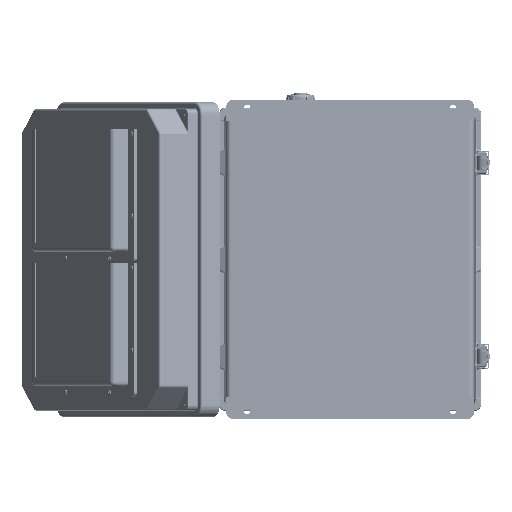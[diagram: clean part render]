
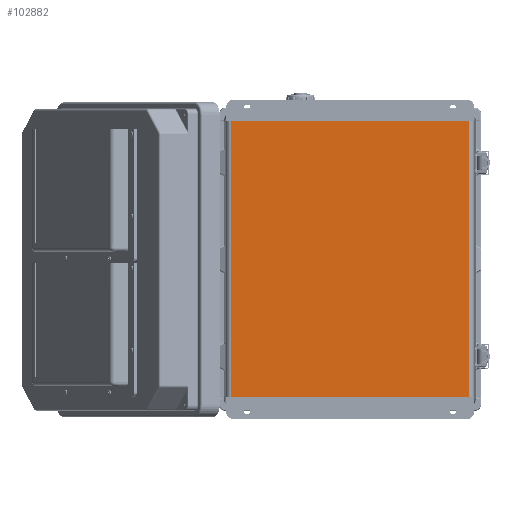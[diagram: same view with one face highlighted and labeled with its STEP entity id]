
A CAD part, front view. The second image highlights one B-rep face of the part: STEP entity #102882.
In plain terms, the highlighted planar face has unit normal (0, -1, 0).
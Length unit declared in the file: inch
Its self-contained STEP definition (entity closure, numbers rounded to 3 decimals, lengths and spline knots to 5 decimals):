
#10361 = EDGE_CURVE ( 'NONE', #119734, #52798, #126707, .T. ) ;
#13644 = LINE ( 'NONE', #117308, #143210 ) ;
#14873 = CARTESIAN_POINT ( 'NONE',  ( 5.78771, 0.05906, -1.04331 ) ) ;
#17532 = LINE ( 'NONE', #141187, #117536 ) ;
#42941 = DIRECTION ( 'NONE',  ( 0., 0., 1. ) ) ;
#50214 = AXIS2_PLACEMENT_3D ( 'NONE', #92865, #118078, #42941 ) ;
#52798 = VERTEX_POINT ( 'NONE', #82738 ) ;
#58729 = CARTESIAN_POINT ( 'NONE',  ( -5.78771, 0.05906, -1.04331 ) ) ;
#59798 = ORIENTED_EDGE ( 'NONE', *, *, #74110, .T. ) ;
#62300 = VECTOR ( 'NONE', #90450, 39.37008 ) ;
#68966 = EDGE_CURVE ( 'NONE', #119734, #124390, #162545, .T. ) ;
#74110 = EDGE_CURVE ( 'NONE', #124390, #159982, #17532, .T. ) ;
#79985 = DIRECTION ( 'NONE',  ( 0., 0., 1. ) ) ;
#82738 = CARTESIAN_POINT ( 'NONE',  ( -5.78771, 0.05906, -14.4685 ) ) ;
#83084 = EDGE_CURVE ( 'NONE', #52798, #159982, #13644, .T. ) ;
#90450 = DIRECTION ( 'NONE',  ( 0., 0., 1. ) ) ;
#90762 = ORIENTED_EDGE ( 'NONE', *, *, #83084, .F. ) ;
#92865 = CARTESIAN_POINT ( 'NONE',  ( 6.11811, 0.05906, -1.04331 ) ) ;
#95232 = DIRECTION ( 'NONE',  ( -1., 0., 0. ) ) ;
#102882 = ADVANCED_FACE ( 'NONE', ( #144262 ), #117539, .F. ) ;
#102943 = ORIENTED_EDGE ( 'NONE', *, *, #68966, .T. ) ;
#117308 = CARTESIAN_POINT ( 'NONE',  ( -5.78771, 0.05906, -1.04331 ) ) ;
#117536 = VECTOR ( 'NONE', #154428, 39.37008 ) ;
#117539 = PLANE ( 'NONE',  #50214 ) ;
#118078 = DIRECTION ( 'NONE',  ( 0., 1., 0. ) ) ;
#119346 = CARTESIAN_POINT ( 'NONE',  ( 6.11811, 0.05906, -14.4685 ) ) ;
#119734 = VERTEX_POINT ( 'NONE', #138039 ) ;
#122768 = VECTOR ( 'NONE', #95232, 39.37008 ) ;
#124390 = VERTEX_POINT ( 'NONE', #139445 ) ;
#126707 = LINE ( 'NONE', #119346, #122768 ) ;
#133472 = ORIENTED_EDGE ( 'NONE', *, *, #10361, .F. ) ;
#138039 = CARTESIAN_POINT ( 'NONE',  ( 5.78771, 0.05906, -14.4685 ) ) ;
#139445 = CARTESIAN_POINT ( 'NONE',  ( 5.78771, 0.05906, -1.04331 ) ) ;
#139620 = EDGE_LOOP ( 'NONE', ( #90762, #133472, #102943, #59798 ) ) ;
#141187 = CARTESIAN_POINT ( 'NONE',  ( 6.11811, 0.05906, -1.04331 ) ) ;
#143210 = VECTOR ( 'NONE', #79985, 39.37008 ) ;
#144262 = FACE_OUTER_BOUND ( 'NONE', #139620, .T. ) ;
#154428 = DIRECTION ( 'NONE',  ( -1., 0., 0. ) ) ;
#159982 = VERTEX_POINT ( 'NONE', #58729 ) ;
#162545 = LINE ( 'NONE', #14873, #62300 ) ;
